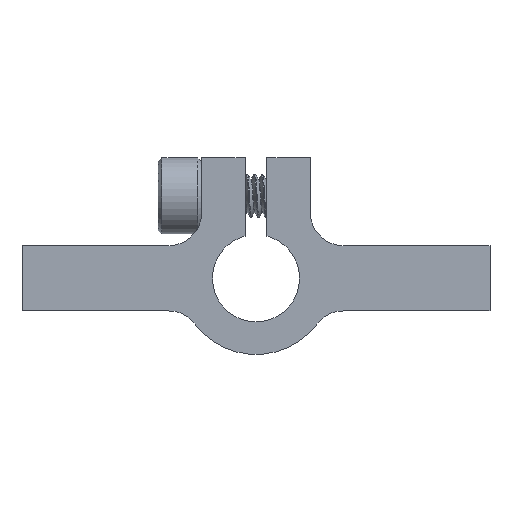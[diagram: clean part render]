
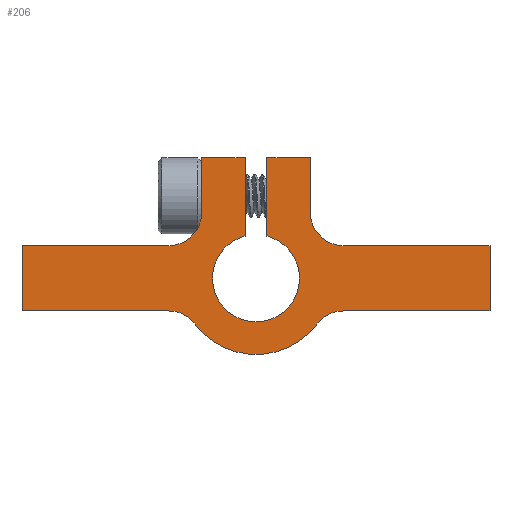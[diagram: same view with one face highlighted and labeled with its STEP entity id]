
A CAD part, front view. The second image highlights one B-rep face of the part: STEP entity #206.
In plain terms, the highlighted planar face has unit normal (0, -1, 0).
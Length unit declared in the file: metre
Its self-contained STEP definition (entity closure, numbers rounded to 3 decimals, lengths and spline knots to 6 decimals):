
#206 = ADVANCED_FACE( '', ( #420 ), #421, .T. );
#420 = FACE_OUTER_BOUND( '', #1914, .T. );
#421 = PLANE( '', #1915 );
#1914 = EDGE_LOOP( '', ( #3287, #3288, #3289, #3290, #3291, #3292, #3293, #3294, #3295, #3296, #3297, #3298, #3299, #3300, #3301, #3302, #3303, #3304 ) );
#1915 = AXIS2_PLACEMENT_3D( '', #3305, #3306, #3307 );
#3287 = ORIENTED_EDGE( '', *, *, #3616, .T. );
#3288 = ORIENTED_EDGE( '', *, *, #3523, .F. );
#3289 = ORIENTED_EDGE( '', *, *, #3619, .T. );
#3290 = ORIENTED_EDGE( '', *, *, #3549, .T. );
#3291 = ORIENTED_EDGE( '', *, *, #3644, .F. );
#3292 = ORIENTED_EDGE( '', *, *, #3539, .T. );
#3293 = ORIENTED_EDGE( '', *, *, #3517, .T. );
#3294 = ORIENTED_EDGE( '', *, *, #3642, .F. );
#3295 = ORIENTED_EDGE( '', *, *, #3657, .F. );
#3296 = ORIENTED_EDGE( '', *, *, #3594, .F. );
#3297 = ORIENTED_EDGE( '', *, *, #3622, .T. );
#3298 = ORIENTED_EDGE( '', *, *, #3658, .T. );
#3299 = ORIENTED_EDGE( '', *, *, #3659, .F. );
#3300 = ORIENTED_EDGE( '', *, *, #3631, .F. );
#3301 = ORIENTED_EDGE( '', *, *, #3652, .T. );
#3302 = ORIENTED_EDGE( '', *, *, #3660, .F. );
#3303 = ORIENTED_EDGE( '', *, *, #3633, .F. );
#3304 = ORIENTED_EDGE( '', *, *, #3566, .T. );
#3305 = CARTESIAN_POINT( '', ( 0., -0.008, 0. ) );
#3306 = DIRECTION( '', ( 0., -1., 0. ) );
#3307 = DIRECTION( '', ( 1., 0., 0. ) );
#3517 = EDGE_CURVE( '', #3739, #3743, #3745, .T. );
#3523 = EDGE_CURVE( '', #3754, #3756, #3757, .T. );
#3539 = EDGE_CURVE( '', #3781, #3739, #3782, .F. );
#3549 = EDGE_CURVE( '', #3798, #3796, #3799, .T. );
#3566 = EDGE_CURVE( '', #3822, #3820, #3823, .T. );
#3594 = EDGE_CURVE( '', #3867, #3869, #3870, .T. );
#3616 = EDGE_CURVE( '', #3820, #3756, #3900, .T. );
#3619 = EDGE_CURVE( '', #3754, #3798, #3903, .T. );
#3622 = EDGE_CURVE( '', #3867, #3905, #3907, .T. );
#3631 = EDGE_CURVE( '', #3919, #3917, #3921, .T. );
#3633 = EDGE_CURVE( '', #3822, #3923, #3924, .T. );
#3642 = EDGE_CURVE( '', #3934, #3743, #3936, .T. );
#3644 = EDGE_CURVE( '', #3781, #3796, #3938, .T. );
#3652 = EDGE_CURVE( '', #3919, #3947, #3948, .T. );
#3657 = EDGE_CURVE( '', #3869, #3934, #3954, .T. );
#3658 = EDGE_CURVE( '', #3905, #3955, #3956, .F. );
#3659 = EDGE_CURVE( '', #3917, #3955, #3957, .T. );
#3660 = EDGE_CURVE( '', #3923, #3947, #3958, .T. );
#3739 = VERTEX_POINT( '', #4129 );
#3743 = VERTEX_POINT( '', #4134 );
#3745 = CIRCLE( '', #4137, 0.007 );
#3754 = VERTEX_POINT( '', #4170 );
#3756 = VERTEX_POINT( '', #4173 );
#3757 = CIRCLE( '', #4174, 0.003 );
#3781 = VERTEX_POINT( '', #4581 );
#3782 = CIRCLE( '', #4582, 0.003 );
#3796 = VERTEX_POINT( '', #4769 );
#3798 = VERTEX_POINT( '', #4772 );
#3799 = LINE( '', #4773, #4774 );
#3820 = VERTEX_POINT( '', #4797 );
#3822 = VERTEX_POINT( '', #4800 );
#3823 = LINE( '', #4801, #4802 );
#3867 = VERTEX_POINT( '', #5263 );
#3869 = VERTEX_POINT( '', #5266 );
#3870 = LINE( '', #5267, #5268 );
#3900 = LINE( '', #5722, #5723 );
#3903 = LINE( '', #5726, #5727 );
#3905 = VERTEX_POINT( '', #5729 );
#3907 = LINE( '', #5732, #5733 );
#3917 = VERTEX_POINT( '', #5851 );
#3919 = VERTEX_POINT( '', #5854 );
#3921 = LINE( '', #5857, #5858 );
#3923 = VERTEX_POINT( '', #5860 );
#3924 = LINE( '', #5861, #5862 );
#3934 = VERTEX_POINT( '', #5877 );
#3936 = CIRCLE( '', #5880, 0.003 );
#3938 = LINE( '', #5882, #5883 );
#3947 = VERTEX_POINT( '', #6027 );
#3948 = LINE( '', #6028, #6029 );
#3954 = LINE( '', #6051, #6052 );
#3955 = VERTEX_POINT( '', #6053 );
#3956 = CIRCLE( '', #6054, 0.003 );
#3957 = LINE( '', #6055, #6056 );
#3958 = CIRCLE( '', #6057, 0.004 );
#4129 = CARTESIAN_POINT( '', ( -0.0056, -0.008, -0.0042 ) );
#4134 = CARTESIAN_POINT( '', ( 0.0056, -0.008, -0.0042 ) );
#4137 = AXIS2_PLACEMENT_3D( '', #6615, #6616, #6617 );
#4170 = CARTESIAN_POINT( '', ( -0.008, -0.008, 0.003 ) );
#4173 = CARTESIAN_POINT( '', ( -0.005, -0.008, 0.006 ) );
#4174 = AXIS2_PLACEMENT_3D( '', #6623, #6624, #6625 );
#4581 = CARTESIAN_POINT( '', ( -0.008, -0.008, -0.003 ) );
#4582 = AXIS2_PLACEMENT_3D( '', #6636, #6637, #6638 );
#4769 = CARTESIAN_POINT( '', ( -0.0215, -0.008, -0.003 ) );
#4772 = CARTESIAN_POINT( '', ( -0.0215, -0.008, 0.003 ) );
#4773 = CARTESIAN_POINT( '', ( -0.0215, -0.008, 0. ) );
#4774 = VECTOR( '', #6651, 1. );
#4797 = CARTESIAN_POINT( '', ( -0.005, -0.008, 0.011073 ) );
#4800 = CARTESIAN_POINT( '', ( -0.001, -0.008, 0.011073 ) );
#4801 = CARTESIAN_POINT( '', ( 0., -0.008, 0.011073 ) );
#4802 = VECTOR( '', #6679, 1. );
#5263 = CARTESIAN_POINT( '', ( 0.0215, -0.008, 0.003 ) );
#5266 = CARTESIAN_POINT( '', ( 0.0215, -0.008, -0.003 ) );
#5267 = CARTESIAN_POINT( '', ( 0.0215, -0.008, 0. ) );
#5268 = VECTOR( '', #6713, 1. );
#5722 = CARTESIAN_POINT( '', ( -0.005, -0.008, 0. ) );
#5723 = VECTOR( '', #6733, 1. );
#5726 = CARTESIAN_POINT( '', ( 0., -0.008, 0.003 ) );
#5727 = VECTOR( '', #6737, 1. );
#5729 = CARTESIAN_POINT( '', ( 0.008, -0.008, 0.003 ) );
#5732 = CARTESIAN_POINT( '', ( 0., -0.008, 0.003 ) );
#5733 = VECTOR( '', #6739, 1. );
#5851 = CARTESIAN_POINT( '', ( 0.005, -0.008, 0.011073 ) );
#5854 = CARTESIAN_POINT( '', ( 0.001, -0.008, 0.011073 ) );
#5857 = CARTESIAN_POINT( '', ( 0., -0.008, 0.011073 ) );
#5858 = VECTOR( '', #6742, 1. );
#5860 = CARTESIAN_POINT( '', ( -0.001, -0.008, 0.003873 ) );
#5861 = CARTESIAN_POINT( '', ( -0.001, -0.008, 0. ) );
#5862 = VECTOR( '', #6743, 1. );
#5877 = CARTESIAN_POINT( '', ( 0.008, -0.008, -0.003 ) );
#5880 = AXIS2_PLACEMENT_3D( '', #6750, #6751, #6752 );
#5882 = CARTESIAN_POINT( '', ( 0., -0.008, -0.003 ) );
#5883 = VECTOR( '', #6753, 1. );
#6027 = CARTESIAN_POINT( '', ( 0.001, -0.008, 0.003873 ) );
#6028 = CARTESIAN_POINT( '', ( 0.001, -0.008, 0. ) );
#6029 = VECTOR( '', #6757, 1. );
#6051 = CARTESIAN_POINT( '', ( 0., -0.008, -0.003 ) );
#6052 = VECTOR( '', #6762, 1. );
#6053 = CARTESIAN_POINT( '', ( 0.005, -0.008, 0.006 ) );
#6054 = AXIS2_PLACEMENT_3D( '', #6763, #6764, #6765 );
#6055 = CARTESIAN_POINT( '', ( 0.005, -0.008, 0. ) );
#6056 = VECTOR( '', #6766, 1. );
#6057 = AXIS2_PLACEMENT_3D( '', #6767, #6768, #6769 );
#6615 = CARTESIAN_POINT( '', ( 0., -0.008, 0. ) );
#6616 = DIRECTION( '', ( 0., -1., 0. ) );
#6617 = DIRECTION( '', ( 1., 0., 0. ) );
#6623 = CARTESIAN_POINT( '', ( -0.008, -0.008, 0.006 ) );
#6624 = DIRECTION( '', ( 0., -1., 0. ) );
#6625 = DIRECTION( '', ( 1., 0., 0. ) );
#6636 = CARTESIAN_POINT( '', ( -0.008, -0.008, -0.006 ) );
#6637 = DIRECTION( '', ( 0., -1., 0. ) );
#6638 = DIRECTION( '', ( 1., 0., 0. ) );
#6651 = DIRECTION( '', ( 0., 0., -1. ) );
#6679 = DIRECTION( '', ( -1., 0., 0. ) );
#6713 = DIRECTION( '', ( 0., 0., -1. ) );
#6733 = DIRECTION( '', ( 0., 0., -1. ) );
#6737 = DIRECTION( '', ( -1., 0., 0. ) );
#6739 = DIRECTION( '', ( -1., 0., 0. ) );
#6742 = DIRECTION( '', ( 1., 0., 0. ) );
#6743 = DIRECTION( '', ( 0., 0., -1. ) );
#6750 = CARTESIAN_POINT( '', ( 0.008, -0.008, -0.006 ) );
#6751 = DIRECTION( '', ( 0., -1., 0. ) );
#6752 = DIRECTION( '', ( 1., 0., 0. ) );
#6753 = DIRECTION( '', ( -1., 0., 0. ) );
#6757 = DIRECTION( '', ( 0., 0., -1. ) );
#6762 = DIRECTION( '', ( -1., 0., 0. ) );
#6763 = CARTESIAN_POINT( '', ( 0.008, -0.008, 0.006 ) );
#6764 = DIRECTION( '', ( 0., -1., 0. ) );
#6765 = DIRECTION( '', ( 1., 0., 0. ) );
#6766 = DIRECTION( '', ( 0., 0., -1. ) );
#6767 = CARTESIAN_POINT( '', ( 0., -0.008, 0. ) );
#6768 = DIRECTION( '', ( 0., -1., 0. ) );
#6769 = DIRECTION( '', ( 1., 0., 0. ) );
